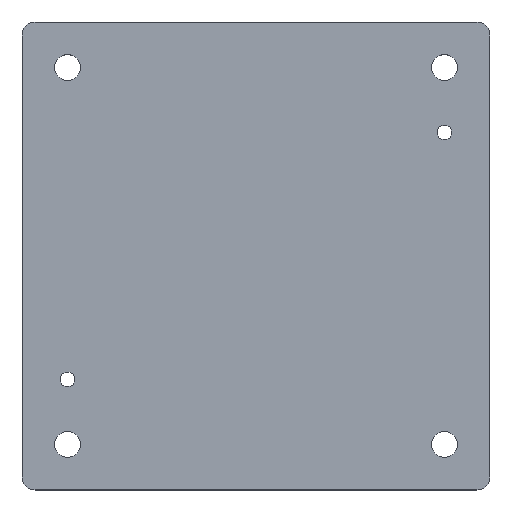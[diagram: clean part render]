
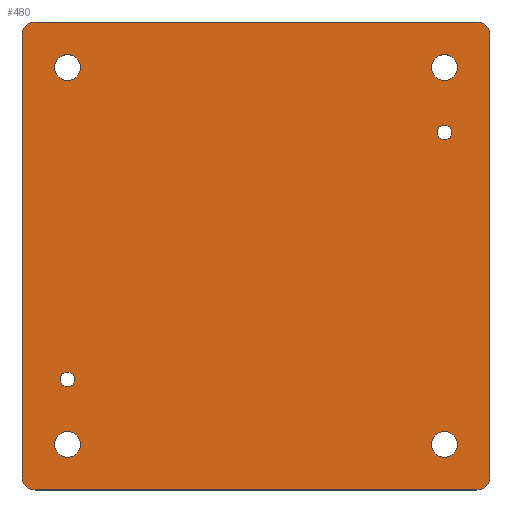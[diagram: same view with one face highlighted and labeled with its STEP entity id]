
A CAD part, top view. The second image highlights one B-rep face of the part: STEP entity #480.
In plain terms, the highlighted planar face has unit normal (0, 0, 1).
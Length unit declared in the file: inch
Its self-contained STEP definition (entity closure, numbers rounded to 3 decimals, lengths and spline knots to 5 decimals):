
#19 = DIRECTION ( 'NONE',  ( 0., 0., -1. ) ) ;
#21 = VERTEX_POINT ( 'NONE', #107 ) ;
#27 = CARTESIAN_POINT ( 'NONE',  ( -4.5, 4.25, 0. ) ) ;
#32 = EDGE_CURVE ( 'NONE', #553, #553, #275, .T. ) ;
#33 = CARTESIAN_POINT ( 'NONE',  ( 0., 4.5, 0. ) ) ;
#34 = ORIENTED_EDGE ( 'NONE', *, *, #413, .T. ) ;
#35 = DIRECTION ( 'NONE',  ( 1., 0., 0. ) ) ;
#37 = VERTEX_POINT ( 'NONE', #471 ) ;
#40 = FACE_BOUND ( 'NONE', #520, .T. ) ;
#41 = CARTESIAN_POINT ( 'NONE',  ( -4.25, -4.25, 0. ) ) ;
#48 = ORIENTED_EDGE ( 'NONE', *, *, #465, .T. ) ;
#49 = DIRECTION ( 'NONE',  ( 1., 0., 0. ) ) ;
#50 = EDGE_LOOP ( 'NONE', ( #79 ) ) ;
#64 = ORIENTED_EDGE ( 'NONE', *, *, #127, .F. ) ;
#73 = DIRECTION ( 'NONE',  ( 0., 0., -1. ) ) ;
#79 = ORIENTED_EDGE ( 'NONE', *, *, #274, .T. ) ;
#82 = EDGE_LOOP ( 'NONE', ( #48 ) ) ;
#83 = FACE_BOUND ( 'NONE', #50, .T. ) ;
#84 = DIRECTION ( 'NONE',  ( 0., 0., -1. ) ) ;
#85 = VERTEX_POINT ( 'NONE', #485 ) ;
#91 = CIRCLE ( 'NONE', #475, 0.25 ) ;
#92 = CARTESIAN_POINT ( 'NONE',  ( 0., -4.5, 0. ) ) ;
#93 = VERTEX_POINT ( 'NONE', #27 ) ;
#94 = CARTESIAN_POINT ( 'NONE',  ( 3.625, 3.625, 0. ) ) ;
#101 = VERTEX_POINT ( 'NONE', #282 ) ;
#106 = AXIS2_PLACEMENT_3D ( 'NONE', #457, #19, #237 ) ;
#107 = CARTESIAN_POINT ( 'NONE',  ( -4.5, -4.25, 0. ) ) ;
#114 = CARTESIAN_POINT ( 'NONE',  ( -3.625, 3.625, 0. ) ) ;
#120 = ORIENTED_EDGE ( 'NONE', *, *, #542, .F. ) ;
#121 = CIRCLE ( 'NONE', #538, 0.14065 ) ;
#125 = VERTEX_POINT ( 'NONE', #171 ) ;
#127 = EDGE_CURVE ( 'NONE', #37, #85, #339, .T. ) ;
#128 = DIRECTION ( 'NONE',  ( -1., 0., 0. ) ) ;
#134 = ORIENTED_EDGE ( 'NONE', *, *, #373, .F. ) ;
#135 = AXIS2_PLACEMENT_3D ( 'NONE', #302, #84, #402 ) ;
#136 = DIRECTION ( 'NONE',  ( 1., 0., 0. ) ) ;
#138 = VERTEX_POINT ( 'NONE', #563 ) ;
#144 = EDGE_CURVE ( 'NONE', #391, #138, #230, .T. ) ;
#148 = PLANE ( 'NONE',  #460 ) ;
#149 = CARTESIAN_POINT ( 'NONE',  ( -3.375, 3.625, 0. ) ) ;
#150 = ORIENTED_EDGE ( 'NONE', *, *, #437, .F. ) ;
#157 = AXIS2_PLACEMENT_3D ( 'NONE', #114, #288, #466 ) ;
#159 = CARTESIAN_POINT ( 'NONE',  ( 3.625, -3.625, 0. ) ) ;
#171 = CARTESIAN_POINT ( 'NONE',  ( 4.25, -4.5, 0. ) ) ;
#172 = ORIENTED_EDGE ( 'NONE', *, *, #144, .F. ) ;
#173 = VECTOR ( 'NONE', #523, 39.37008 ) ;
#174 = FACE_BOUND ( 'NONE', #82, .T. ) ;
#176 = DIRECTION ( 'NONE',  ( 1., 0., 0. ) ) ;
#180 = CARTESIAN_POINT ( 'NONE',  ( -3.625, -3.625, 0. ) ) ;
#181 = DIRECTION ( 'NONE',  ( 1., 0., 0. ) ) ;
#196 = CARTESIAN_POINT ( 'NONE',  ( -4.5, 0., 0. ) ) ;
#198 = CIRCLE ( 'NONE', #231, 0.25 ) ;
#199 = DIRECTION ( 'NONE',  ( 0., 1., 0. ) ) ;
#203 = CARTESIAN_POINT ( 'NONE',  ( 3.875, -3.625, 0. ) ) ;
#207 = CARTESIAN_POINT ( 'NONE',  ( -3.48435, -2.375, 0. ) ) ;
#214 = DIRECTION ( 'NONE',  ( 1., 0., 0. ) ) ;
#222 = CARTESIAN_POINT ( 'NONE',  ( -3.625, -2.375, 0. ) ) ;
#226 = EDGE_CURVE ( 'NONE', #382, #382, #451, .T. ) ;
#230 = LINE ( 'NONE', #33, #173 ) ;
#231 = AXIS2_PLACEMENT_3D ( 'NONE', #94, #436, #136 ) ;
#234 = VECTOR ( 'NONE', #199, 39.37008 ) ;
#237 = DIRECTION ( 'NONE',  ( 1., 0., 0. ) ) ;
#239 = CIRCLE ( 'NONE', #135, 0.1405 ) ;
#246 = VERTEX_POINT ( 'NONE', #207 ) ;
#248 = CARTESIAN_POINT ( 'NONE',  ( 4.25, 4.25, 0. ) ) ;
#252 = EDGE_CURVE ( 'NONE', #556, #556, #91, .T. ) ;
#254 = ORIENTED_EDGE ( 'NONE', *, *, #547, .F. ) ;
#265 = AXIS2_PLACEMENT_3D ( 'NONE', #41, #524, #35 ) ;
#266 = EDGE_CURVE ( 'NONE', #358, #21, #503, .T. ) ;
#267 = DIRECTION ( 'NONE',  ( 0., 0., -1. ) ) ;
#270 = DIRECTION ( 'NONE',  ( 0., 0., -1. ) ) ;
#271 = EDGE_LOOP ( 'NONE', ( #578 ) ) ;
#274 = EDGE_CURVE ( 'NONE', #289, #289, #239, .T. ) ;
#275 = CIRCLE ( 'NONE', #157, 0.25 ) ;
#282 = CARTESIAN_POINT ( 'NONE',  ( 3.875, 3.625, 0. ) ) ;
#283 = DIRECTION ( 'NONE',  ( 0., 0., 1. ) ) ;
#288 = DIRECTION ( 'NONE',  ( 0., 0., -1. ) ) ;
#289 = VERTEX_POINT ( 'NONE', #467 ) ;
#290 = EDGE_LOOP ( 'NONE', ( #423 ) ) ;
#297 = EDGE_LOOP ( 'NONE', ( #254, #431, #134, #150, #64, #376, #172, #120 ) ) ;
#298 = AXIS2_PLACEMENT_3D ( 'NONE', #248, #427, #181 ) ;
#302 = CARTESIAN_POINT ( 'NONE',  ( 3.625, 2.375, 0. ) ) ;
#307 = FACE_BOUND ( 'NONE', #271, .T. ) ;
#323 = EDGE_CURVE ( 'NONE', #138, #37, #359, .T. ) ;
#327 = CARTESIAN_POINT ( 'NONE',  ( 0., 0., 0. ) ) ;
#332 = CARTESIAN_POINT ( 'NONE',  ( -3.375, -3.625, 0. ) ) ;
#339 = LINE ( 'NONE', #348, #498 ) ;
#344 = DIRECTION ( 'NONE',  ( 0., -1., 0. ) ) ;
#348 = CARTESIAN_POINT ( 'NONE',  ( 4.5, 0., 0. ) ) ;
#354 = CARTESIAN_POINT ( 'NONE',  ( -4.25, 4.5, 0. ) ) ;
#358 = VERTEX_POINT ( 'NONE', #493 ) ;
#359 = CIRCLE ( 'NONE', #298, 0.25 ) ;
#373 = EDGE_CURVE ( 'NONE', #125, #358, #486, .T. ) ;
#376 = ORIENTED_EDGE ( 'NONE', *, *, #323, .F. ) ;
#381 = ORIENTED_EDGE ( 'NONE', *, *, #252, .T. ) ;
#382 = VERTEX_POINT ( 'NONE', #203 ) ;
#391 = VERTEX_POINT ( 'NONE', #354 ) ;
#402 = DIRECTION ( 'NONE',  ( 1., 0., 0. ) ) ;
#404 = EDGE_LOOP ( 'NONE', ( #381 ) ) ;
#405 = CARTESIAN_POINT ( 'NONE',  ( 4.25, -4.25, 0. ) ) ;
#413 = EDGE_CURVE ( 'NONE', #246, #246, #121, .T. ) ;
#414 = LINE ( 'NONE', #196, #234 ) ;
#423 = ORIENTED_EDGE ( 'NONE', *, *, #32, .T. ) ;
#427 = DIRECTION ( 'NONE',  ( 0., 0., -1. ) ) ;
#431 = ORIENTED_EDGE ( 'NONE', *, *, #266, .F. ) ;
#436 = DIRECTION ( 'NONE',  ( 0., 0., -1. ) ) ;
#437 = EDGE_CURVE ( 'NONE', #85, #125, #577, .T. ) ;
#445 = DIRECTION ( 'NONE',  ( 1., 0., 0. ) ) ;
#451 = CIRCLE ( 'NONE', #511, 0.25 ) ;
#457 = CARTESIAN_POINT ( 'NONE',  ( -4.25, 4.25, 0. ) ) ;
#460 = AXIS2_PLACEMENT_3D ( 'NONE', #327, #283, #506 ) ;
#462 = FACE_OUTER_BOUND ( 'NONE', #297, .T. ) ;
#465 = EDGE_CURVE ( 'NONE', #101, #101, #198, .T. ) ;
#466 = DIRECTION ( 'NONE',  ( 1., 0., 0. ) ) ;
#467 = CARTESIAN_POINT ( 'NONE',  ( 3.7655, 2.375, 0. ) ) ;
#471 = CARTESIAN_POINT ( 'NONE',  ( 4.5, 4.25, 0. ) ) ;
#475 = AXIS2_PLACEMENT_3D ( 'NONE', #180, #73, #176 ) ;
#477 = AXIS2_PLACEMENT_3D ( 'NONE', #405, #270, #49 ) ;
#480 = ADVANCED_FACE ( 'NONE', ( #496, #83, #40, #174, #530, #307, #462 ), #148, .T. ) ;
#485 = CARTESIAN_POINT ( 'NONE',  ( 4.5, -4.25, 0. ) ) ;
#486 = LINE ( 'NONE', #92, #543 ) ;
#493 = CARTESIAN_POINT ( 'NONE',  ( -4.25, -4.5, 0. ) ) ;
#496 = FACE_BOUND ( 'NONE', #404, .T. ) ;
#498 = VECTOR ( 'NONE', #344, 39.37008 ) ;
#503 = CIRCLE ( 'NONE', #265, 0.25 ) ;
#506 = DIRECTION ( 'NONE',  ( 1., 0., 0. ) ) ;
#511 = AXIS2_PLACEMENT_3D ( 'NONE', #159, #575, #214 ) ;
#520 = EDGE_LOOP ( 'NONE', ( #34 ) ) ;
#523 = DIRECTION ( 'NONE',  ( 1., 0., 0. ) ) ;
#524 = DIRECTION ( 'NONE',  ( 0., 0., -1. ) ) ;
#530 = FACE_BOUND ( 'NONE', #290, .T. ) ;
#538 = AXIS2_PLACEMENT_3D ( 'NONE', #222, #267, #445 ) ;
#542 = EDGE_CURVE ( 'NONE', #93, #391, #551, .T. ) ;
#543 = VECTOR ( 'NONE', #128, 39.37008 ) ;
#547 = EDGE_CURVE ( 'NONE', #21, #93, #414, .T. ) ;
#551 = CIRCLE ( 'NONE', #106, 0.25 ) ;
#553 = VERTEX_POINT ( 'NONE', #149 ) ;
#556 = VERTEX_POINT ( 'NONE', #332 ) ;
#563 = CARTESIAN_POINT ( 'NONE',  ( 4.25, 4.5, 0. ) ) ;
#575 = DIRECTION ( 'NONE',  ( 0., 0., -1. ) ) ;
#577 = CIRCLE ( 'NONE', #477, 0.25 ) ;
#578 = ORIENTED_EDGE ( 'NONE', *, *, #226, .T. ) ;
